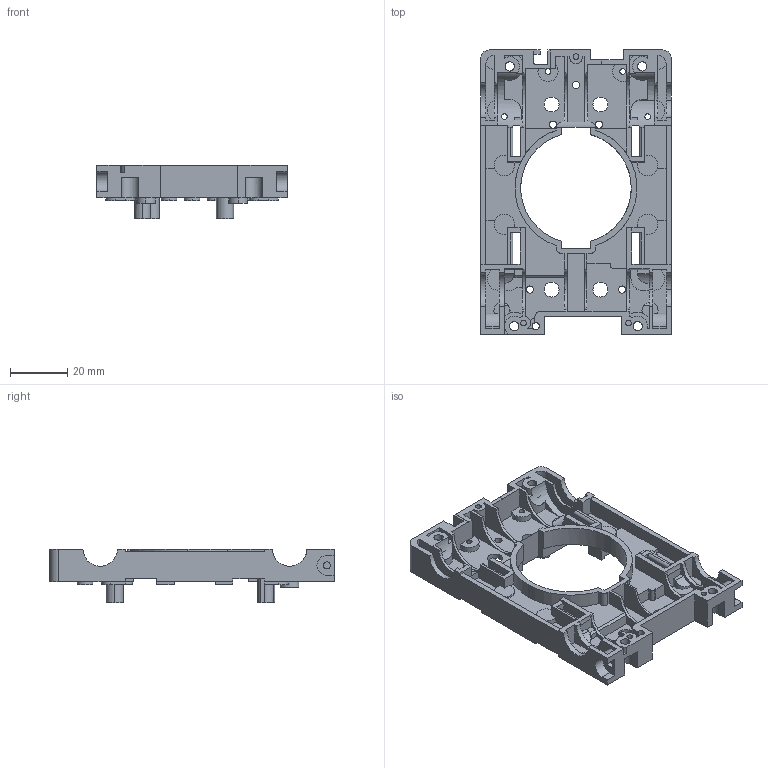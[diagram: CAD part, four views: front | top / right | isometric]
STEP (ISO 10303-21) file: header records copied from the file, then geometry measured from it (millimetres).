
FILE_DESCRIPTION (( 'STEP AP214' ), '1' );
FILE_NAME ('plus4底座后.STEP', '2025-01-08T05:52:11', ( '微软用户' ), ( '微软中国' ), 'SwSTEP 2.0', 'SolidWorks 2018', '' );
FILE_SCHEMA (( 'AUTOMOTIVE_DESIGN' ));
Length unit declared in the file: millimetre
Products named in the file (1): plus4菁釱綴
Bounding box: 66.4 x 99 x 18.8 mm (x, y, z)
Volume: 24645.8 mm3; surface area: 25565.9 mm2
Topology: 1 solids, 1 shells, 585 faces, 1710 edges, 1141 vertices
Faces by surface type: plane 351, cylinder 234
Entity records: 20979 total; most frequent: CARTESIAN_POINT 5569, ORIENTED_EDGE 3420, DIRECTION 2976, EDGE_CURVE 1710, VERTEX_POINT 1141, AXIS2_PLACEMENT_3D 1032, LINE 912, VECTOR 912
